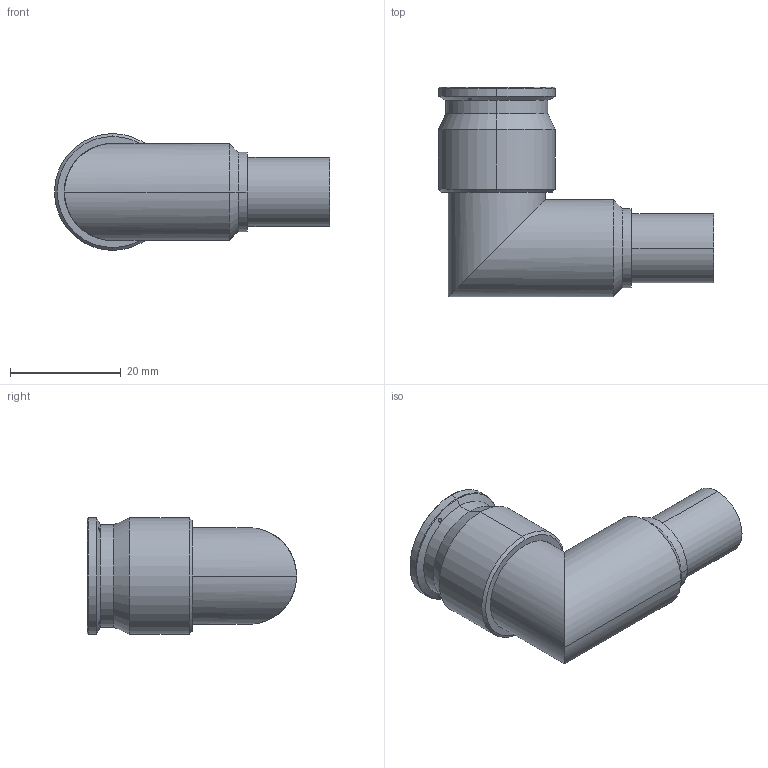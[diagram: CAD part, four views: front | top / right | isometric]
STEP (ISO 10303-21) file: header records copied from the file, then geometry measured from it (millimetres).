
FILE_DESCRIPTION((''),'2;1');
FILE_NAME('82-4474_SW0001','2020-05-04T',('ehill'),(''),'CREO PARAMETRIC BY PTC INC, 2018360','CREO PARAMETRIC BY PTC INC, 2018360','');
FILE_SCHEMA(('CONFIG_CONTROL_DESIGN'));
Length unit declared in the file: millimetre
Products named in the file (1): 82-4474_SW0001
Bounding box: 49.56 x 37.69 x 21.03 mm (x, y, z)
Volume: 12971.8 mm3; surface area: 6994.9 mm2
Topology: 1 solids, 3 shells, 263 faces, 670 edges, 428 vertices
Faces by surface type: plane 112, cylinder 107, cone 26, torus 10, bspline 6, sphere 2
Entity records: 11628 total; most frequent: CARTESIAN_POINT 5281, ORIENTED_EDGE 1336, DIRECTION 1295, EDGE_CURVE 668, AXIS2_PLACEMENT_3D 491, VERTEX_POINT 428, VECTOR 313, LINE 313
